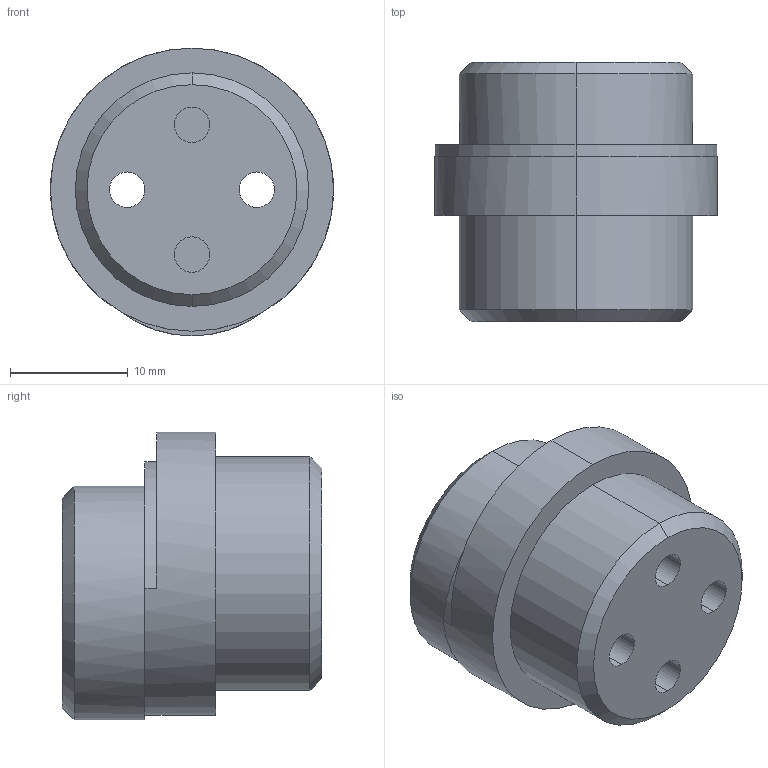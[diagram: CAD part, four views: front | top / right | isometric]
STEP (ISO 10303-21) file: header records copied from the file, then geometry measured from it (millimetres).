
FILE_DESCRIPTION (( 'STEP AP214' ), '1' );
FILE_NAME ('bottom centre.STEP', '2024-11-04T13:01:22', ( '' ), ( '' ), 'SwSTEP 2.0', 'SolidWorks 2023', '' );
FILE_SCHEMA (( 'AUTOMOTIVE_DESIGN' ));
Length unit declared in the file: millimetre
Products named in the file (1): bottom centre
Bounding box: 24 x 22 x 24.4 mm (x, y, z)
Volume: 7040.2 mm3; surface area: 2891.2 mm2
Topology: 1 solids, 1 shells, 28 faces, 63 edges, 40 vertices
Faces by surface type: cylinder 16, plane 8, cone 4
Entity records: 832 total; most frequent: DIRECTION 163, CARTESIAN_POINT 132, ORIENTED_EDGE 126, AXIS2_PLACEMENT_3D 71, EDGE_CURVE 63, CIRCLE 42, VERTEX_POINT 40, EDGE_LOOP 35
